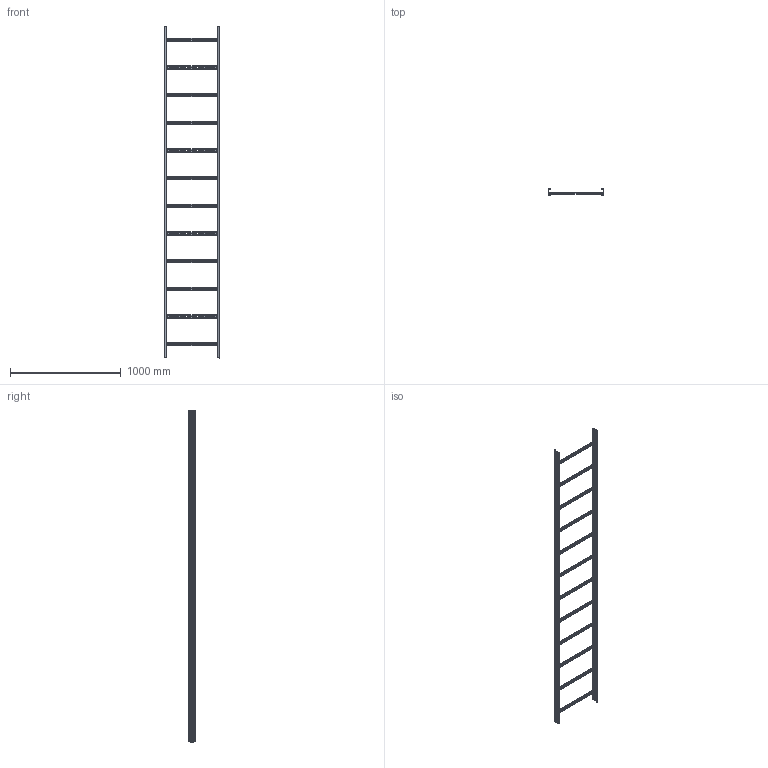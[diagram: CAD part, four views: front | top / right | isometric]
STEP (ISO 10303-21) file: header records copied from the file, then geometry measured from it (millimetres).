
FILE_DESCRIPTION (( 'STEP AP203' ), '1' );
FILE_NAME ('10-02-2220.STEP', '2013-05-02T07:06:59', ( 'asennus' ), ( '' ), 'SwSTEP 2.0', 'SolidWorks 2013', '' );
FILE_SCHEMA (( 'CONFIG_CONTROL_DESIGN' ));
Products named in the file (1): 10-02-2220
Bounding box: 497 x 60 x 3000 mm (x, y, z)
Volume: 962442.2 mm3; surface area: 1961132.3 mm2
Topology: 14 solids, 14 shells, 2228 faces, 6328 edges, 4128 vertices
Faces by surface type: plane 1172, cylinder 1056
Entity records: 76559 total; most frequent: CARTESIAN_POINT 20485, ORIENTED_EDGE 12656, DIRECTION 10498, EDGE_CURVE 6328, VERTEX_POINT 4128, LINE 3640, VECTOR 3640, AXIS2_PLACEMENT_3D 3429
